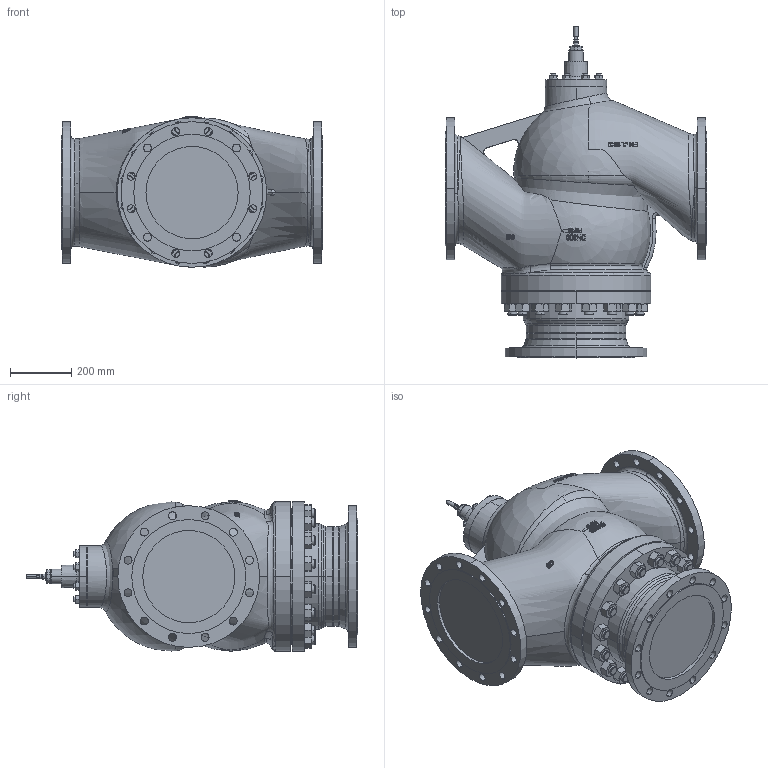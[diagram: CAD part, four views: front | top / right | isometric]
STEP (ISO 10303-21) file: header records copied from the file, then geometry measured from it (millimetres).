
FILE_DESCRIPTION (( 'STEP AP214' ), '1' );
FILE_NAME ('BR316 DN300 XXX for MC_STEP (Defeature).STEP', '2015-02-10T15:43:13', ( 'cwilling' ), ( '' ), 'SwSTEP 2.0', 'SolidWorks 2011', '' );
FILE_SCHEMA (( 'AUTOMOTIVE_DESIGN' ));
Length unit declared in the file: millimetre
Products named in the file (1): BR316 DN300 XXX for MC_STEP (Defeature)
Bounding box: 852.55 x 1080.23 x 489.97 mm (x, y, z)
Volume: 170164292.3 mm3; surface area: 2908724.5 mm2
Topology: 1 solids, 1 shells, 1285 faces, 3069 edges, 1905 vertices
Faces by surface type: plane 376, cone 358, cylinder 270, bspline 173, torus 82, sphere 26
Entity records: 345031 total; most frequent: CARTESIAN_POINT 311966, ORIENTED_EDGE 6076, DIRECTION 5329, EDGE_CURVE 3038, AXIS2_PLACEMENT_3D 2291, VERTEX_POINT 1886, EDGE_LOOP 1530, FACE_OUTER_BOUND 1281
